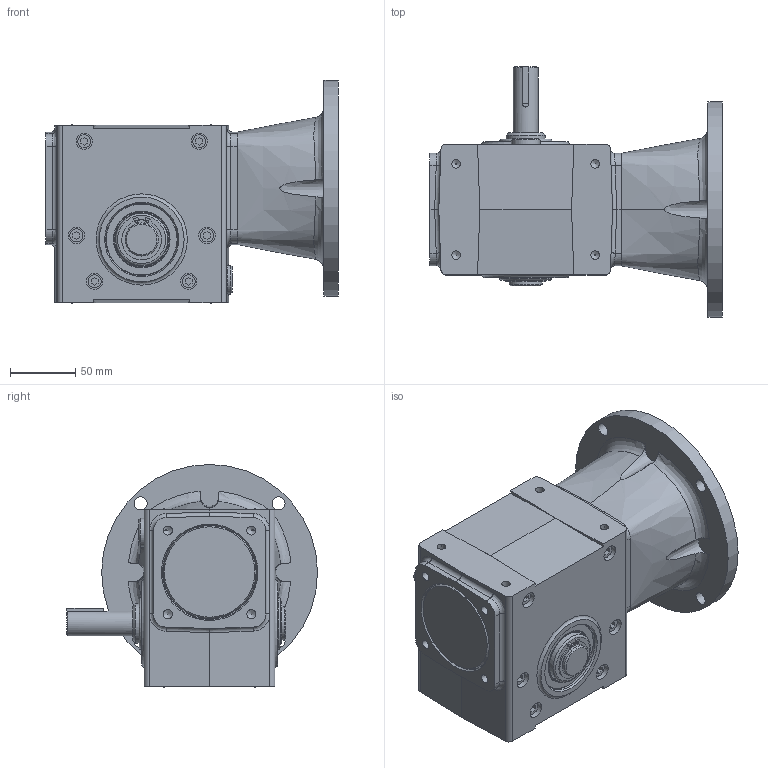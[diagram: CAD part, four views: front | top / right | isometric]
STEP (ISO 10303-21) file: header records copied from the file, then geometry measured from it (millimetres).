
FILE_DESCRIPTION(/* description */ ('Unknown'),/* implementation_level */ '2;1');
FILE_NAME(/* name */ 'B031110.WANTA--',/* time_stamp */ '2022-09-28T08:02:52-04:00',/* author */ ('Unknown'),/* organization */ ('Unknown'),/* preprocessor_version */ 'ST-DEVELOPER v18.1',/* originating_system */ 'Solid Edge',/* authorisation */ 'Unknown');
FILE_SCHEMA (('AUTOMOTIVE_DESIGN {1 0 10303 214 3 1 1}'));
Length unit declared in the file: millimetre
Products named in the file (4): B031110.WANTA--; B03-1-CP; B03-0N-CP; B03-04T-CP
Assembly tree (3 placements, depth 2):
  B031110.WANTA--
    B03-1-CP
    B03-0N-CP
    B03-04T-CP
Bounding box: 223.61 x 192.02 x 170.69 mm (x, y, z)
Volume: 2004773.3 mm3; surface area: 315365.8 mm2
Topology: 13 solids, 13 shells, 576 faces, 1387 edges, 921 vertices
Faces by surface type: plane 300, cylinder 148, cone 65, torus 40, bspline 23
Full cylindrical faces by diameter (mm): 0.5 x1, 0.508 x3, 1.981 x2, 6 x6, 6.647 x8, 6.917 x8, 8.8 x4, 10 x10, 12.5 x12, 12.7 x1, 12.85 x4, 19 x1, 19.037 x1, 21.996 x2, 23.876 x1, 25.387 x2, 26 x2, 30 x1, 39.793 x1, 39.92 x3, 40 x2, 40.015 x2, 42.861 x2, 44 x1, 44.86 x2, 51.387 x2, 55 x4, 67.213 x2, 68 x1, 71.213 x2
Entity records: 20459 total; most frequent: CARTESIAN_POINT 4651, DIRECTION 2537, ORIENTED_EDGE 2256, EDGE_CURVE 1128, AXIS2_PLACEMENT_3D 978, FACE_BOUND 888, EDGE_LOOP 872, VERTEX_POINT 860
